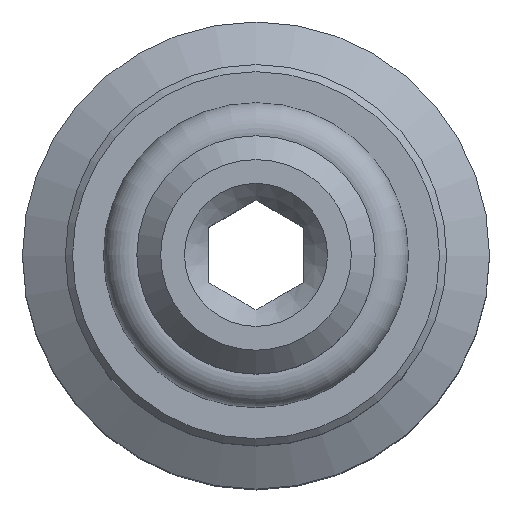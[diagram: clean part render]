
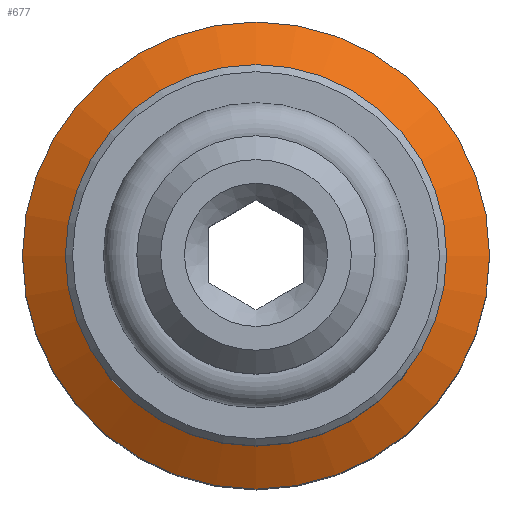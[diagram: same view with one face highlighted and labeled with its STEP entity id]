
A CAD part, top view. The second image highlights one B-rep face of the part: STEP entity #677.
In plain terms, the highlighted conical face has half-angle 60 degrees and reference radius 4 mm.
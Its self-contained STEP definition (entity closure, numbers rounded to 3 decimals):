
#40=CIRCLE('',#727,4.);
#41=CIRCLE('',#729,4.9);
#62=CONICAL_SURFACE('',#728,4.,1.047);
#132=ORIENTED_EDGE('',*,*,#202,.F.);
#133=ORIENTED_EDGE('',*,*,#201,.T.);
#201=EDGE_CURVE('',#241,#241,#40,.T.);
#202=EDGE_CURVE('',#242,#242,#41,.T.);
#241=VERTEX_POINT('',#1008);
#242=VERTEX_POINT('',#1011);
#299=EDGE_LOOP('',(#132));
#300=EDGE_LOOP('',(#133));
#363=FACE_BOUND('',#299,.T.);
#364=FACE_BOUND('',#300,.T.);
#677=ADVANCED_FACE('',(#363,#364),#62,.T.);
#727=AXIS2_PLACEMENT_3D('',#1007,#825,#826);
#728=AXIS2_PLACEMENT_3D('',#1009,#827,#828);
#729=AXIS2_PLACEMENT_3D('',#1010,#829,#830);
#825=DIRECTION('',(0.,0.,-1.));
#826=DIRECTION('',(-1.,0.,0.));
#827=DIRECTION('',(0.,0.,-1.));
#828=DIRECTION('',(-1.,0.,0.));
#829=DIRECTION('',(0.,0.,-1.));
#830=DIRECTION('',(-1.,0.,0.));
#1007=CARTESIAN_POINT('',(0.,0.,-7.5));
#1008=CARTESIAN_POINT('',(-4.,0.,-7.5));
#1009=CARTESIAN_POINT('',(0.,0.,-7.5));
#1010=CARTESIAN_POINT('',(0.,0.,-8.02));
#1011=CARTESIAN_POINT('',(-4.9,0.,-8.02));
